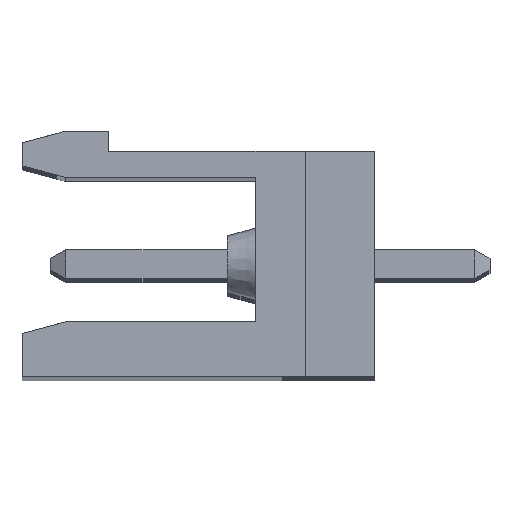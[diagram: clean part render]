
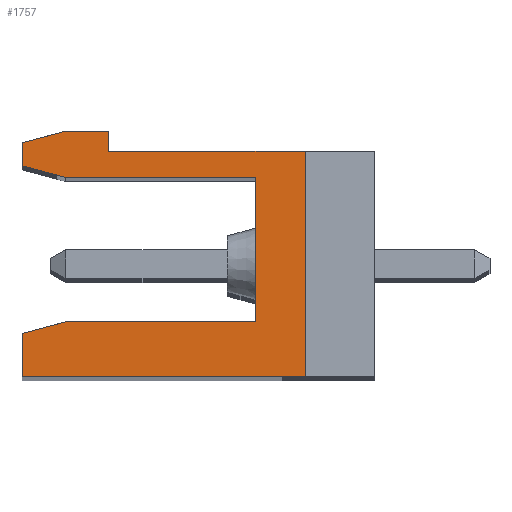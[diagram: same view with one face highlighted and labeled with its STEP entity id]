
A CAD part, top view. The second image highlights one B-rep face of the part: STEP entity #1757.
In plain terms, the highlighted planar face has unit normal (0, 0, 1).
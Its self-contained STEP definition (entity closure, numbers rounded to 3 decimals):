
#1757 = ADVANCED_FACE( '', ( #3633 ), #3634, .F. );
#3633 = FACE_OUTER_BOUND( '', #5573, .T. );
#3634 = PLANE( '', #5574 );
#5573 = EDGE_LOOP( '', ( #10782, #10783, #10784, #10785, #10786, #10787, #10788, #10789, #10790, #10791, #10792, #10793, #10794 ) );
#5574 = AXIS2_PLACEMENT_3D( '', #10795, #10796, #10797 );
#10782 = ORIENTED_EDGE( '', *, *, #12453, .T. );
#10783 = ORIENTED_EDGE( '', *, *, #13338, .T. );
#10784 = ORIENTED_EDGE( '', *, *, #13077, .F. );
#10785 = ORIENTED_EDGE( '', *, *, #13215, .T. );
#10786 = ORIENTED_EDGE( '', *, *, #13093, .F. );
#10787 = ORIENTED_EDGE( '', *, *, #12952, .F. );
#10788 = ORIENTED_EDGE( '', *, *, #11723, .F. );
#10789 = ORIENTED_EDGE( '', *, *, #13169, .F. );
#10790 = ORIENTED_EDGE( '', *, *, #11787, .F. );
#10791 = ORIENTED_EDGE( '', *, *, #11972, .F. );
#10792 = ORIENTED_EDGE( '', *, *, #12587, .F. );
#10793 = ORIENTED_EDGE( '', *, *, #12651, .F. );
#10794 = ORIENTED_EDGE( '', *, *, #13048, .T. );
#10795 = CARTESIAN_POINT( '', ( 270.208, 75.931, -24.28 ) );
#10796 = DIRECTION( '', ( 0., 0., -1. ) );
#10797 = DIRECTION( '', ( 0., -1., 0. ) );
#11723 = EDGE_CURVE( '', #14161, #14164, #14165, .T. );
#11787 = EDGE_CURVE( '', #14272, #14267, #14274, .T. );
#11972 = EDGE_CURVE( '', #14568, #14272, #14570, .T. );
#12453 = EDGE_CURVE( '', #15318, #15322, #15324, .T. );
#12587 = EDGE_CURVE( '', #15530, #14568, #15532, .T. );
#12651 = EDGE_CURVE( '', #15625, #15530, #15627, .T. );
#12952 = EDGE_CURVE( '', #14164, #15953, #16024, .T. );
#13048 = EDGE_CURVE( '', #15625, #15318, #16156, .T. );
#13077 = EDGE_CURVE( '', #16190, #16192, #16193, .T. );
#13093 = EDGE_CURVE( '', #15953, #16211, #16212, .T. );
#13169 = EDGE_CURVE( '', #14267, #14161, #16294, .T. );
#13215 = EDGE_CURVE( '', #16190, #16211, #16344, .T. );
#13338 = EDGE_CURVE( '', #15322, #16192, #16483, .T. );
#14161 = VERTEX_POINT( '', #17598 );
#14164 = VERTEX_POINT( '', #17602 );
#14165 = LINE( '', #17603, #17604 );
#14267 = VERTEX_POINT( '', #17751 );
#14272 = VERTEX_POINT( '', #17758 );
#14274 = LINE( '', #17761, #17762 );
#14568 = VERTEX_POINT( '', #18192 );
#14570 = LINE( '', #18195, #18196 );
#15318 = VERTEX_POINT( '', #19317 );
#15322 = VERTEX_POINT( '', #19323 );
#15324 = LINE( '', #19326, #19327 );
#15530 = VERTEX_POINT( '', #19642 );
#15532 = LINE( '', #19645, #19646 );
#15625 = VERTEX_POINT( '', #19785 );
#15627 = LINE( '', #19788, #19789 );
#15953 = VERTEX_POINT( '', #20291 );
#16024 = LINE( '', #20416, #20417 );
#16156 = LINE( '', #20621, #20622 );
#16190 = VERTEX_POINT( '', #20674 );
#16192 = VERTEX_POINT( '', #20677 );
#16193 = LINE( '', #20678, #20679 );
#16211 = VERTEX_POINT( '', #20704 );
#16212 = LINE( '', #20705, #20706 );
#16294 = LINE( '', #20838, #20839 );
#16344 = LINE( '', #20914, #20915 );
#16483 = LINE( '', #21112, #21113 );
#17598 = CARTESIAN_POINT( '', ( 277.208, 75.131, -24.28 ) );
#17602 = CARTESIAN_POINT( '', ( 277.208, 67.331, -24.28 ) );
#17603 = CARTESIAN_POINT( '', ( 277.208, 67.331, -24.28 ) );
#17604 = VECTOR( '', #21677, 1000. );
#17751 = CARTESIAN_POINT( '', ( 270.408, 75.131, -24.28 ) );
#17758 = CARTESIAN_POINT( '', ( 270.408, 75.831, -24.28 ) );
#17761 = CARTESIAN_POINT( '', ( 270.408, 75.431, -24.28 ) );
#17762 = VECTOR( '', #21732, 1000. );
#18192 = CARTESIAN_POINT( '', ( 268.901, 75.831, -24.28 ) );
#18195 = CARTESIAN_POINT( '', ( 270.408, 75.831, -24.28 ) );
#18196 = VECTOR( '', #21891, 1000. );
#19317 = CARTESIAN_POINT( '', ( 268.901, 74.231, -24.28 ) );
#19323 = CARTESIAN_POINT( '', ( 275.508, 74.231, -24.28 ) );
#19326 = CARTESIAN_POINT( '', ( 270.208, 74.231, -24.28 ) );
#19327 = VECTOR( '', #22268, 1000. );
#19642 = CARTESIAN_POINT( '', ( 267.408, 75.431, -24.28 ) );
#19645 = CARTESIAN_POINT( '', ( 268.901, 75.831, -24.28 ) );
#19646 = VECTOR( '', #22379, 1000. );
#19785 = CARTESIAN_POINT( '', ( 267.408, 74.631, -24.28 ) );
#19788 = CARTESIAN_POINT( '', ( 267.408, 75.531, -24.28 ) );
#19789 = VECTOR( '', #22427, 1000. );
#20291 = CARTESIAN_POINT( '', ( 267.408, 67.331, -24.28 ) );
#20416 = CARTESIAN_POINT( '', ( 267.208, 67.331, -24.28 ) );
#20417 = VECTOR( '', #22664, 1000. );
#20621 = CARTESIAN_POINT( '', ( 269.695, 74.018, -24.28 ) );
#20622 = VECTOR( '', #22746, 1000. );
#20674 = CARTESIAN_POINT( '', ( 268.908, 69.231, -24.28 ) );
#20677 = CARTESIAN_POINT( '', ( 275.508, 69.231, -24.28 ) );
#20678 = CARTESIAN_POINT( '', ( 270.208, 69.231, -24.28 ) );
#20679 = VECTOR( '', #22769, 1000. );
#20704 = CARTESIAN_POINT( '', ( 267.408, 68.829, -24.28 ) );
#20705 = CARTESIAN_POINT( '', ( 267.408, 75.531, -24.28 ) );
#20706 = VECTOR( '', #22792, 1000. );
#20838 = CARTESIAN_POINT( '', ( 277.008, 75.131, -24.28 ) );
#20839 = VECTOR( '', #22846, 1000. );
#20914 = CARTESIAN_POINT( '', ( 267.408, 68.829, -24.28 ) );
#20915 = VECTOR( '', #22872, 1000. );
#21112 = CARTESIAN_POINT( '', ( 275.508, 75.931, -24.28 ) );
#21113 = VECTOR( '', #22958, 1000. );
#21677 = DIRECTION( '', ( 0., -1., 0. ) );
#21732 = DIRECTION( '', ( 0., -1., 0. ) );
#21891 = DIRECTION( '', ( 1., 0., 0. ) );
#22268 = DIRECTION( '', ( 1., 0., 0. ) );
#22379 = DIRECTION( '', ( 0.966, 0.259, 0. ) );
#22427 = DIRECTION( '', ( 0., 1., 0. ) );
#22664 = DIRECTION( '', ( -1., 0., 0. ) );
#22746 = DIRECTION( '', ( 0.966, -0.259, 0. ) );
#22769 = DIRECTION( '', ( 1., 0., 0. ) );
#22792 = DIRECTION( '', ( 0., 1., 0. ) );
#22846 = DIRECTION( '', ( 1., 0., 0. ) );
#22872 = DIRECTION( '', ( -0.966, -0.259, 0. ) );
#22958 = DIRECTION( '', ( 0., -1., 0. ) );
